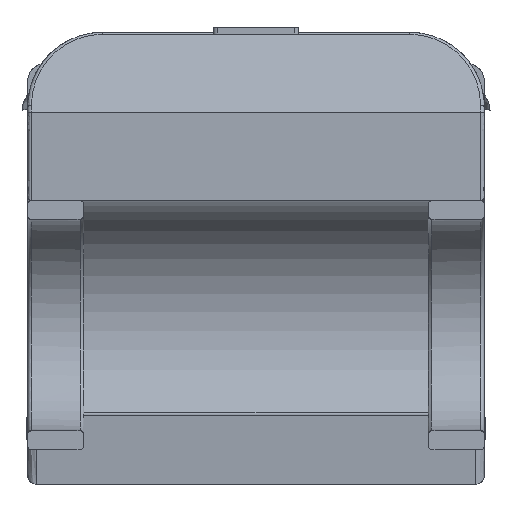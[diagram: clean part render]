
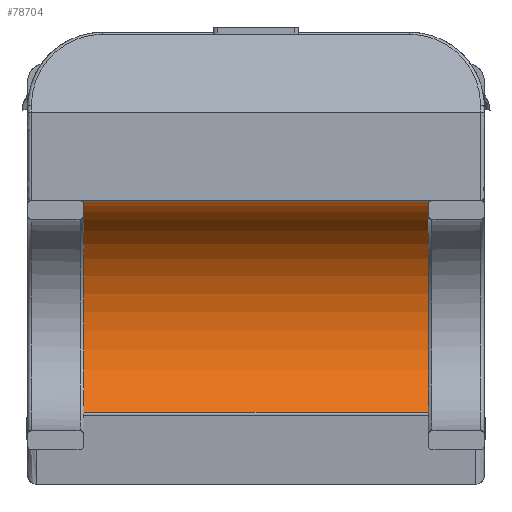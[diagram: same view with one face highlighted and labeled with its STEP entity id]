
A CAD part, front view. The second image highlights one B-rep face of the part: STEP entity #78704.
In plain terms, the highlighted free-form (B-spline) face has degree [2, 1] with [3, 2] control points.
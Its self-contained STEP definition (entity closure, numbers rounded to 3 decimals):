
#78682 = VERTEX_POINT('',#78683);
#78683 = CARTESIAN_POINT('',(-1645.109,-559.1,
    9420.399));
#78688 = EDGE_CURVE('',#78682,#78689,#78691,.T.);
#78689 = VERTEX_POINT('',#78690);
#78690 = CARTESIAN_POINT('',(1645.109,-559.1,
    9420.399));
#78691 = B_SPLINE_CURVE_WITH_KNOTS('',1,(#78692,#78693),.UNSPECIFIED.,
  .F.,.F.,(2,2),(20.,2420.),.PIECEWISE_BEZIER_KNOTS.);
#78692 = CARTESIAN_POINT('',(-1645.109,-559.1,
    9420.399));
#78693 = CARTESIAN_POINT('',(1645.109,-559.1,
    9420.399));
#78704 = ADVANCED_FACE('',(#78705),#78803,.F.);
#78705 = FACE_BOUND('',#78706,.F.);
#78706 = EDGE_LOOP('',(#78707,#78746,#78752,#78753,#78761,#78798));
#78707 = ORIENTED_EDGE('',*,*,#78708,.T.);
#78708 = EDGE_CURVE('',#78709,#78711,#78713,.T.);
#78709 = VERTEX_POINT('',#78710);
#78710 = CARTESIAN_POINT('',(-1603.981,92.596,
    7871.22));
#78711 = VERTEX_POINT('',#78712);
#78712 = CARTESIAN_POINT('',(-1645.109,129.595,
    7911.382));
#78713 = B_SPLINE_CURVE_WITH_KNOTS('',3,(#78714,#78715,#78716,#78717,
    #78718,#78719,#78720,#78721,#78722,#78723,#78724,#78725,#78726,
    #78727,#78728,#78729,#78730,#78731,#78732,#78733,#78734,#78735,
    #78736,#78737,#78738,#78739,#78740,#78741,#78742,#78743,#78744,
    #78745),.UNSPECIFIED.,.F.,.F.,(4,2,2,2,2,2,2,2,2,2,2,2,2,2,2,4),(0.,
    0.007,0.009,0.01,
    0.014,0.015,0.017,
    0.021,0.024,0.026,
    0.028,0.034,0.041,
    0.045,0.048,0.055),
  .UNSPECIFIED.);
#78714 = CARTESIAN_POINT('',(-1603.981,92.596,
    7871.22));
#78715 = CARTESIAN_POINT('',(-1607.175,92.596,
    7871.22));
#78716 = CARTESIAN_POINT('',(-1610.284,92.927,
    7871.559));
#78717 = CARTESIAN_POINT('',(-1614.073,93.725,
    7872.377));
#78718 = CARTESIAN_POINT('',(-1614.829,93.905,
    7872.561));
#78719 = CARTESIAN_POINT('',(-1616.317,94.3,
    7872.967));
#78720 = CARTESIAN_POINT('',(-1617.048,94.514,
    7873.187));
#78721 = CARTESIAN_POINT('',(-1619.201,95.206,
    7873.899));
#78722 = CARTESIAN_POINT('',(-1620.585,95.731,
    7874.441));
#78723 = CARTESIAN_POINT('',(-1622.588,96.608,
    7875.348));
#78724 = CARTESIAN_POINT('',(-1623.244,96.916,
    7875.666));
#78725 = CARTESIAN_POINT('',(-1624.533,97.559,
    7876.334));
#78726 = CARTESIAN_POINT('',(-1625.167,97.896,
    7876.684));
#78727 = CARTESIAN_POINT('',(-1627.012,98.937,
    7877.767));
#78728 = CARTESIAN_POINT('',(-1628.174,99.674,
    7878.536));
#78729 = CARTESIAN_POINT('',(-1630.375,101.223,
    7880.159));
#78730 = CARTESIAN_POINT('',(-1631.414,102.034,
    7881.013));
#78731 = CARTESIAN_POINT('',(-1632.888,103.303,
    7882.353));
#78732 = CARTESIAN_POINT('',(-1633.364,103.735,
    7882.81));
#78733 = CARTESIAN_POINT('',(-1634.29,104.615,
    7883.743));
#78734 = CARTESIAN_POINT('',(-1634.74,105.064,
    7884.22));
#78735 = CARTESIAN_POINT('',(-1636.91,107.339,
    7886.644));
#78736 = CARTESIAN_POINT('',(-1638.379,109.231,
    7888.676));
#78737 = CARTESIAN_POINT('',(-1640.871,113.127,
    7892.901));
#78738 = CARTESIAN_POINT('',(-1641.894,115.131,
    7895.095));
#78739 = CARTESIAN_POINT('',(-1643.119,118.211,
    7898.502));
#78740 = CARTESIAN_POINT('',(-1643.473,119.244,
    7899.65));
#78741 = CARTESIAN_POINT('',(-1644.073,121.308,
    7901.956));
#78742 = CARTESIAN_POINT('',(-1644.321,122.341,
    7903.117));
#78743 = CARTESIAN_POINT('',(-1644.914,125.444,
    7906.621));
#78744 = CARTESIAN_POINT('',(-1645.109,127.518,
    7908.987));
#78745 = CARTESIAN_POINT('',(-1645.109,129.595,
    7911.382));
#78746 = ORIENTED_EDGE('',*,*,#78747,.T.);
#78747 = EDGE_CURVE('',#78711,#78682,#78748,.T.);
#78748 = ( BOUNDED_CURVE() B_SPLINE_CURVE(2,(#78749,#78750,#78751),
.UNSPECIFIED.,.F.,.F.) B_SPLINE_CURVE_WITH_KNOTS((3,3),(0.856,
3.142),.PIECEWISE_BEZIER_KNOTS.) CURVE() 
GEOMETRIC_REPRESENTATION_ITEM() RATIONAL_B_SPLINE_CURVE((1.,
0.415,1.)) REPRESENTATION_ITEM('') );
#78749 = CARTESIAN_POINT('',(-1645.109,129.595,
    7911.382));
#78750 = CARTESIAN_POINT('',(-1645.109,1438.471,
    9420.399));
#78751 = CARTESIAN_POINT('',(-1645.109,-559.1,
    9420.399));
#78752 = ORIENTED_EDGE('',*,*,#78688,.T.);
#78753 = ORIENTED_EDGE('',*,*,#78754,.F.);
#78754 = EDGE_CURVE('',#78755,#78689,#78757,.T.);
#78755 = VERTEX_POINT('',#78756);
#78756 = CARTESIAN_POINT('',(1645.109,129.595,
    7911.382));
#78757 = ( BOUNDED_CURVE() B_SPLINE_CURVE(2,(#78758,#78759,#78760),
.UNSPECIFIED.,.F.,.F.) B_SPLINE_CURVE_WITH_KNOTS((3,3),(0.856,
3.142),.PIECEWISE_BEZIER_KNOTS.) CURVE() 
GEOMETRIC_REPRESENTATION_ITEM() RATIONAL_B_SPLINE_CURVE((1.,
0.415,1.)) REPRESENTATION_ITEM('') );
#78758 = CARTESIAN_POINT('',(1645.109,129.595,
    7911.382));
#78759 = CARTESIAN_POINT('',(1645.109,1438.471,
    9420.399));
#78760 = CARTESIAN_POINT('',(1645.109,-559.1,
    9420.399));
#78761 = ORIENTED_EDGE('',*,*,#78762,.F.);
#78762 = EDGE_CURVE('',#78763,#78755,#78765,.T.);
#78763 = VERTEX_POINT('',#78764);
#78764 = CARTESIAN_POINT('',(1603.981,92.596,
    7871.22));
#78765 = B_SPLINE_CURVE_WITH_KNOTS('',3,(#78766,#78767,#78768,#78769,
    #78770,#78771,#78772,#78773,#78774,#78775,#78776,#78777,#78778,
    #78779,#78780,#78781,#78782,#78783,#78784,#78785,#78786,#78787,
    #78788,#78789,#78790,#78791,#78792,#78793,#78794,#78795,#78796,
    #78797),.UNSPECIFIED.,.F.,.F.,(4,2,2,2,2,2,2,2,2,2,2,2,2,2,2,4),(0.,
    0.007,0.009,0.01,
    0.014,0.015,0.017,
    0.021,0.024,0.026,
    0.028,0.034,0.041,
    0.045,0.048,0.055),
  .UNSPECIFIED.);
#78766 = CARTESIAN_POINT('',(1603.981,92.596,
    7871.22));
#78767 = CARTESIAN_POINT('',(1607.175,92.596,
    7871.22));
#78768 = CARTESIAN_POINT('',(1610.284,92.927,
    7871.559));
#78769 = CARTESIAN_POINT('',(1614.073,93.725,
    7872.377));
#78770 = CARTESIAN_POINT('',(1614.829,93.905,
    7872.561));
#78771 = CARTESIAN_POINT('',(1616.317,94.3,
    7872.967));
#78772 = CARTESIAN_POINT('',(1617.048,94.514,
    7873.187));
#78773 = CARTESIAN_POINT('',(1619.201,95.206,
    7873.899));
#78774 = CARTESIAN_POINT('',(1620.585,95.731,
    7874.441));
#78775 = CARTESIAN_POINT('',(1622.588,96.608,
    7875.348));
#78776 = CARTESIAN_POINT('',(1623.244,96.916,
    7875.666));
#78777 = CARTESIAN_POINT('',(1624.533,97.559,
    7876.334));
#78778 = CARTESIAN_POINT('',(1625.167,97.896,
    7876.684));
#78779 = CARTESIAN_POINT('',(1627.012,98.937,
    7877.767));
#78780 = CARTESIAN_POINT('',(1628.174,99.674,
    7878.536));
#78781 = CARTESIAN_POINT('',(1630.375,101.223,
    7880.159));
#78782 = CARTESIAN_POINT('',(1631.414,102.034,
    7881.013));
#78783 = CARTESIAN_POINT('',(1632.888,103.303,
    7882.353));
#78784 = CARTESIAN_POINT('',(1633.364,103.735,
    7882.81));
#78785 = CARTESIAN_POINT('',(1634.29,104.615,
    7883.743));
#78786 = CARTESIAN_POINT('',(1634.74,105.064,
    7884.22));
#78787 = CARTESIAN_POINT('',(1636.91,107.339,
    7886.644));
#78788 = CARTESIAN_POINT('',(1638.379,109.231,
    7888.676));
#78789 = CARTESIAN_POINT('',(1640.871,113.127,
    7892.901));
#78790 = CARTESIAN_POINT('',(1641.894,115.131,
    7895.095));
#78791 = CARTESIAN_POINT('',(1643.119,118.211,
    7898.502));
#78792 = CARTESIAN_POINT('',(1643.473,119.244,
    7899.65));
#78793 = CARTESIAN_POINT('',(1644.073,121.308,
    7901.956));
#78794 = CARTESIAN_POINT('',(1644.321,122.341,
    7903.117));
#78795 = CARTESIAN_POINT('',(1644.914,125.444,
    7906.621));
#78796 = CARTESIAN_POINT('',(1645.109,127.518,
    7908.987));
#78797 = CARTESIAN_POINT('',(1645.109,129.595,
    7911.382));
#78798 = ORIENTED_EDGE('',*,*,#78799,.T.);
#78799 = EDGE_CURVE('',#78763,#78709,#78800,.T.);
#78800 = B_SPLINE_CURVE_WITH_KNOTS('',1,(#78801,#78802),.UNSPECIFIED.,
  .F.,.F.,(2,2),(-2390.,-50.),.PIECEWISE_BEZIER_KNOTS.);
#78801 = CARTESIAN_POINT('',(1603.981,92.596,
    7871.22));
#78802 = CARTESIAN_POINT('',(-1603.981,92.596,
    7871.22));
#78803 = ( BOUNDED_SURFACE() B_SPLINE_SURFACE(2,1,(
    (#78804,#78805)
    ,(#78806,#78807)
    ,(#78808,#78809
)),.UNSPECIFIED.,.F.,.F.,.F.) B_SPLINE_SURFACE_WITH_KNOTS((3,3),(2,2),(
    3.938,6.283),(20.,2420.),
.PIECEWISE_BEZIER_KNOTS.) GEOMETRIC_REPRESENTATION_ITEM() 
RATIONAL_B_SPLINE_SURFACE((
    (1.,1.)
    ,(0.388,0.388)
,(1.,1.))) REPRESENTATION_ITEM('') SURFACE() );
#78804 = CARTESIAN_POINT('',(-1645.109,92.596,
    7871.22));
#78805 = CARTESIAN_POINT('',(1645.109,92.596,
    7871.22));
#78806 = CARTESIAN_POINT('',(-1645.109,1608.063,
    9420.399));
#78807 = CARTESIAN_POINT('',(1645.109,1608.063,
    9420.399));
#78808 = CARTESIAN_POINT('',(-1645.109,-559.1,
    9420.399));
#78809 = CARTESIAN_POINT('',(1645.109,-559.1,
    9420.399));
